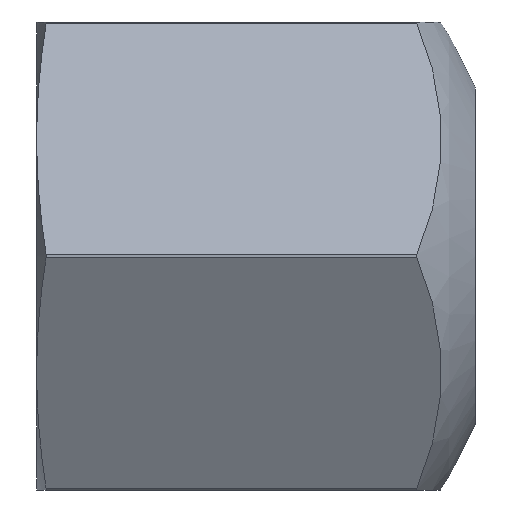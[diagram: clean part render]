
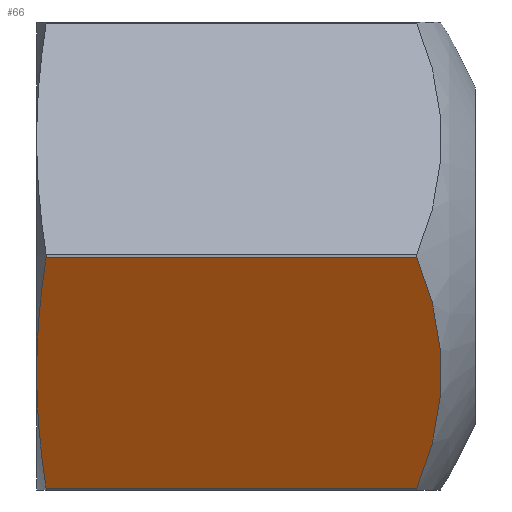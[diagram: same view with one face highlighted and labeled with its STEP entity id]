
A CAD part, front view. The second image highlights one B-rep face of the part: STEP entity #66.
In plain terms, the highlighted planar face has unit normal (0, -0.866, -0.5).
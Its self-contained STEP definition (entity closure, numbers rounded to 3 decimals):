
#66 = ADVANCED_FACE( '', ( #143 ), #144, .F. );
#143 = FACE_OUTER_BOUND( '', #228, .T. );
#144 = PLANE( '', #229 );
#228 = EDGE_LOOP( '', ( #362, #363, #364, #365, #366 ) );
#229 = AXIS2_PLACEMENT_3D( '', #367, #368, #369 );
#362 = ORIENTED_EDGE( '', *, *, #527, .F. );
#363 = ORIENTED_EDGE( '', *, *, #492, .T. );
#364 = ORIENTED_EDGE( '', *, *, #528, .F. );
#365 = ORIENTED_EDGE( '', *, *, #520, .F. );
#366 = ORIENTED_EDGE( '', *, *, #529, .F. );
#367 = CARTESIAN_POINT( '', ( 0., -9.238, 0. ) );
#368 = DIRECTION( '', ( 0., 0.866, 0.5 ) );
#369 = DIRECTION( '', ( 0., -0.5, 0.866 ) );
#492 = EDGE_CURVE( '', #581, #579, #582, .F. );
#520 = EDGE_CURVE( '', #605, #625, #626, .T. );
#527 = EDGE_CURVE( '', #581, #634, #635, .F. );
#528 = EDGE_CURVE( '', #625, #579, #636, .T. );
#529 = EDGE_CURVE( '', #634, #605, #637, .T. );
#579 = VERTEX_POINT( '', #701 );
#581 = VERTEX_POINT( '', #703 );
#582 = CIRCLE( '', #704, 12.689 );
#605 = VERTEX_POINT( '', #733 );
#625 = VERTEX_POINT( '', #764 );
#626 = B_SPLINE_CURVE_WITH_KNOTS( '', 3, ( #765, #766, #767, #768 ), .UNSPECIFIED., .F., .F., ( 4, 4 ), ( 0.005, 0.009 ), .UNSPECIFIED. );
#634 = VERTEX_POINT( '', #783 );
#635 = LINE( '', #784, #785 );
#636 = LINE( '', #786, #787 );
#637 = B_SPLINE_CURVE_WITH_KNOTS( '', 3, ( #788, #789, #790, #791 ), .UNSPECIFIED., .F., .F., ( 4, 4 ), ( 0., 0.005 ), .UNSPECIFIED. );
#701 = CARTESIAN_POINT( '', ( -2.007, -9.2, -0.066 ) );
#703 = CARTESIAN_POINT( '', ( -2.007, -4.657, -7.934 ) );
#704 = AXIS2_PLACEMENT_3D( '', #857, #858, #859 );
#733 = CARTESIAN_POINT( '', ( -15., -6.928, -4. ) );
#764 = CARTESIAN_POINT( '', ( -14.678, -9.2, -0.066 ) );
#765 = CARTESIAN_POINT( '', ( -15., -6.928, -4. ) );
#766 = CARTESIAN_POINT( '', ( -15., -7.685, -2.689 ) );
#767 = CARTESIAN_POINT( '', ( -14.879, -8.443, -1.377 ) );
#768 = CARTESIAN_POINT( '', ( -14.678, -9.2, -0.066 ) );
#783 = CARTESIAN_POINT( '', ( -14.678, -4.657, -7.934 ) );
#784 = CARTESIAN_POINT( '', ( 0., -4.657, -7.934 ) );
#785 = VECTOR( '', #909, 1000. );
#786 = CARTESIAN_POINT( '', ( 0., -9.2, -0.066 ) );
#787 = VECTOR( '', #910, 1000. );
#788 = CARTESIAN_POINT( '', ( -14.678, -4.657, -7.934 ) );
#789 = CARTESIAN_POINT( '', ( -14.879, -5.414, -6.623 ) );
#790 = CARTESIAN_POINT( '', ( -15., -6.171, -5.311 ) );
#791 = CARTESIAN_POINT( '', ( -15., -6.928, -4. ) );
#857 = CARTESIAN_POINT( '', ( -13.854, -6.928, -4. ) );
#858 = DIRECTION( '', ( 0., 0.866, 0.5 ) );
#859 = DIRECTION( '', ( 0., -0.5, 0.866 ) );
#909 = DIRECTION( '', ( 1., 0., 0. ) );
#910 = DIRECTION( '', ( 1., 0., 0. ) );
